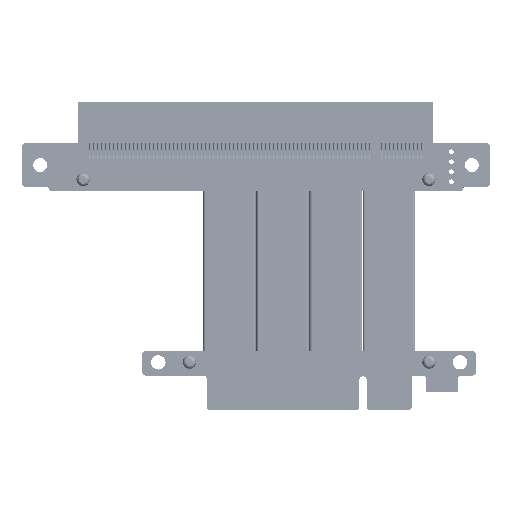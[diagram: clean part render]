
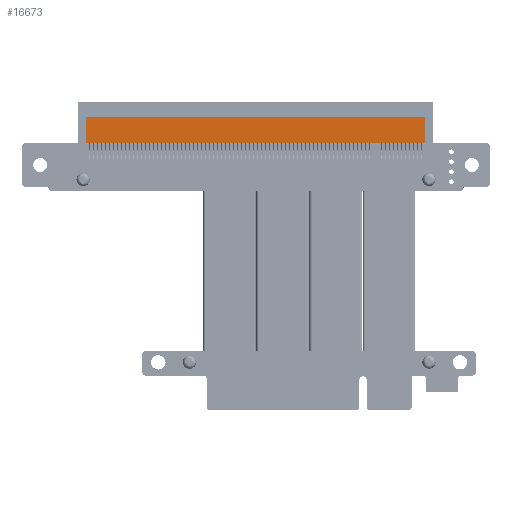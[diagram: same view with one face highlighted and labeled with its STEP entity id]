
A CAD part, top view. The second image highlights one B-rep face of the part: STEP entity #16673.
In plain terms, the highlighted planar face has unit normal (0, 0, 1).
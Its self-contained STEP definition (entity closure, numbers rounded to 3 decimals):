
#15162 = EDGE_CURVE('',#15163,#15165,#15167,.T.);
#15163 = VERTEX_POINT('',#15164);
#15164 = CARTESIAN_POINT('',(-74.5,1.,3.25));
#15165 = VERTEX_POINT('',#15166);
#15166 = CARTESIAN_POINT('',(10.5,1.,3.25));
#15167 = LINE('',#15168,#15169);
#15168 = CARTESIAN_POINT('',(-74.5,1.,3.25));
#15169 = VECTOR('',#15170,1.);
#15170 = DIRECTION('',(1.,0.,0.));
#15652 = EDGE_CURVE('',#15653,#15163,#15655,.T.);
#15653 = VERTEX_POINT('',#15654);
#15654 = CARTESIAN_POINT('',(-74.5,7.45,3.25));
#15655 = LINE('',#15656,#15657);
#15656 = CARTESIAN_POINT('',(-74.5,1.,3.25));
#15657 = VECTOR('',#15658,1.);
#15658 = DIRECTION('',(0.,-1.,0.));
#15699 = VERTEX_POINT('',#15700);
#15700 = CARTESIAN_POINT('',(10.5,7.45,3.25));
#15706 = EDGE_CURVE('',#15165,#15699,#15707,.T.);
#15707 = LINE('',#15708,#15709);
#15708 = CARTESIAN_POINT('',(10.5,1.,3.25));
#15709 = VECTOR('',#15710,1.);
#15710 = DIRECTION('',(0.,1.,0.));
#16662 = EDGE_CURVE('',#15699,#15653,#16663,.T.);
#16663 = LINE('',#16664,#16665);
#16664 = CARTESIAN_POINT('',(-74.5,7.45,3.25));
#16665 = VECTOR('',#16666,1.);
#16666 = DIRECTION('',(-1.,0.,0.));
#16673 = ADVANCED_FACE('',(#16674),#16680,.F.);
#16674 = FACE_BOUND('',#16675,.T.);
#16675 = EDGE_LOOP('',(#16676,#16677,#16678,#16679));
#16676 = ORIENTED_EDGE('',*,*,#15652,.T.);
#16677 = ORIENTED_EDGE('',*,*,#15162,.T.);
#16678 = ORIENTED_EDGE('',*,*,#15706,.T.);
#16679 = ORIENTED_EDGE('',*,*,#16662,.T.);
#16680 = PLANE('',#16681);
#16681 = AXIS2_PLACEMENT_3D('',#16682,#16683,#16684);
#16682 = CARTESIAN_POINT('',(-74.5,7.45,3.25));
#16683 = DIRECTION('',(0.,0.,-1.));
#16684 = DIRECTION('',(-1.,0.,0.));
